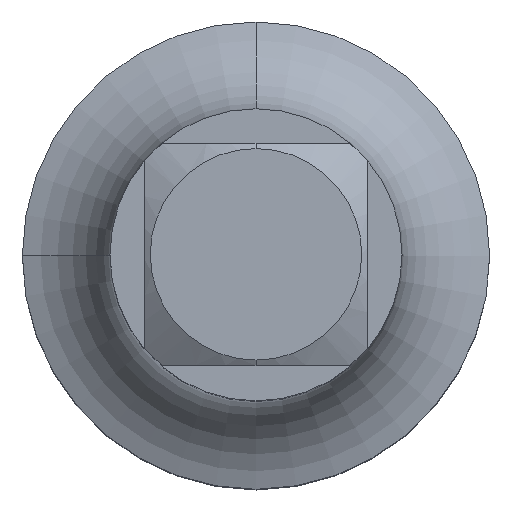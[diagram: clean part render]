
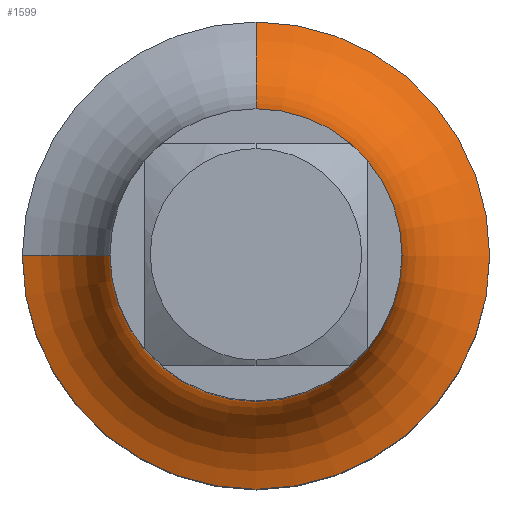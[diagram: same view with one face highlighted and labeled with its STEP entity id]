
A CAD part, top view. The second image highlights one B-rep face of the part: STEP entity #1599.
In plain terms, the highlighted toroidal (fillet/blend) face has major radius 22.5 mm and minor radius 10 mm.
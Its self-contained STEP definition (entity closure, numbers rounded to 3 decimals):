
#69=CARTESIAN_POINT('',(0.,0.,25.));
#70=DIRECTION('',(0.,0.,1.));
#71=DIRECTION('',(1.,0.,0.));
#72=AXIS2_PLACEMENT_3D('',#69,#70,#71);
#328=CARTESIAN_POINT('',(0.,0.,34.682));
#329=DIRECTION('',(0.,0.,1.));
#330=DIRECTION('',(0.,-1.,0.));
#331=AXIS2_PLACEMENT_3D('',#328,#329,#330);
#336=CARTESIAN_POINT('',(0.,0.,25.));
#337=DIRECTION('',(0.,0.,-1.));
#338=DIRECTION('',(1.,0.,0.));
#339=AXIS2_PLACEMENT_3D('',#336,#337,#338);
#344=CARTESIAN_POINT('',(-22.5,0.,34.682));
#345=DIRECTION('',(0.,-1.,0.));
#346=DIRECTION('',(0.25,0.,-0.968));
#347=AXIS2_PLACEMENT_3D('',#344,#345,#346);
#688=CARTESIAN_POINT('',(0.,0.,34.682));
#689=DIRECTION('',(0.,0.,1.));
#690=DIRECTION('',(-1.,0.,0.));
#691=AXIS2_PLACEMENT_3D('',#688,#689,#690);
#704=CARTESIAN_POINT('',(0.,22.5,34.682));
#705=DIRECTION('',(-1.,0.,0.));
#706=DIRECTION('',(0.,-0.25,-0.968));
#707=AXIS2_PLACEMENT_3D('',#704,#705,#706);
#1260=CARTESIAN_POINT('',(20.,0.,25.));
#1261=CARTESIAN_POINT('',(0.,20.,25.));
#1262=VERTEX_POINT('',#1260);
#1263=VERTEX_POINT('',#1261);
#1264=CARTESIAN_POINT('',(-20.,0.,25.));
#1265=VERTEX_POINT('',#1264);
#1266=CARTESIAN_POINT('',(0.,12.5,34.682));
#1267=CARTESIAN_POINT('',(-12.5,0.,34.682));
#1268=VERTEX_POINT('',#1266);
#1269=VERTEX_POINT('',#1267);
#1270=CARTESIAN_POINT('',(0.,-12.5,34.682));
#1271=VERTEX_POINT('',#1270);
#1582=CARTESIAN_POINT('',(0.,0.,34.682));
#1583=DIRECTION('',(0.,0.,1.));
#1584=DIRECTION('',(-0.013,-1.,0.));
#1585=AXIS2_PLACEMENT_3D('',#1582,#1583,#1584);
#1586=TOROIDAL_SURFACE('',#1585,22.5,10.);
#1588=ORIENTED_EDGE('',*,*,#1587,.T.);
#1590=ORIENTED_EDGE('',*,*,#1589,.F.);
#1591=ORIENTED_EDGE('',*,*,#1395,.F.);
#1592=ORIENTED_EDGE('',*,*,#1557,.T.);
#1594=ORIENTED_EDGE('',*,*,#1593,.T.);
#1596=ORIENTED_EDGE('',*,*,#1595,.T.);
#1597=EDGE_LOOP('',(#1588,#1590,#1591,#1592,#1594,#1596));
#1598=FACE_OUTER_BOUND('',#1597,.F.);
#1599=ADVANCED_FACE('',(#1598),#1586,.F.);
#73=CIRCLE('',#72,20.);
#332=CIRCLE('',#331,12.5);
#340=CIRCLE('',#339,20.);
#348=CIRCLE('',#347,10.);
#692=CIRCLE('',#691,12.5);
#708=CIRCLE('',#707,10.);
#1395=EDGE_CURVE('',#1262,#1263,#73,.T.);
#1557=EDGE_CURVE('',#1262,#1265,#340,.T.);
#1587=EDGE_CURVE('',#1271,#1268,#332,.T.);
#1589=EDGE_CURVE('',#1263,#1268,#708,.T.);
#1593=EDGE_CURVE('',#1265,#1269,#348,.T.);
#1595=EDGE_CURVE('',#1269,#1271,#692,.T.);
